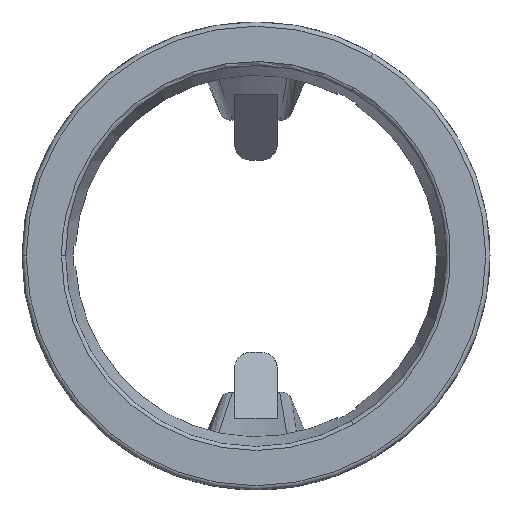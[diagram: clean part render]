
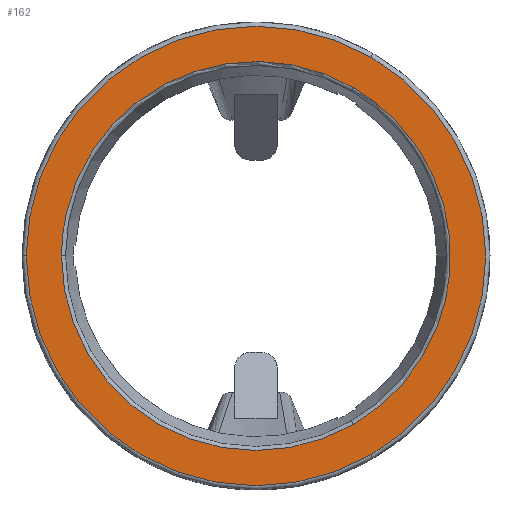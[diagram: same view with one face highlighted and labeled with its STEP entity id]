
A CAD part, top view. The second image highlights one B-rep face of the part: STEP entity #162.
In plain terms, the highlighted planar face has unit normal (0, 0, 1).
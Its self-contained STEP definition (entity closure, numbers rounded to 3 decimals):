
#60=CARTESIAN_POINT('',(18.204,-1.752,21.5));
#61=VERTEX_POINT('',#60);
#62=CARTESIAN_POINT('',(18.204,1.752,21.5));
#63=VERTEX_POINT('',#62);
#83=CARTESIAN_POINT('',(18.204,1.752,21.5));
#84=DIRECTION('',(0.,-1.,0.));
#85=VECTOR('',#84,3.504);
#86=LINE('',#83,#85);
#87=EDGE_CURVE('',#63,#61,#86,.T.);
#92=CARTESIAN_POINT('',(19.902,0.,21.5));
#93=DIRECTION('',(-0.,-0.,1.));
#94=DIRECTION('',(1.,0.,0.));
#95=AXIS2_PLACEMENT_3D('',#92,#93,#94);
#96=PLANE('',#95);
#97=CARTESIAN_POINT('',(-21.6,0.,21.5));
#98=VERTEX_POINT('',#97);
#99=CARTESIAN_POINT('',(10.8,-18.706,21.5));
#100=VERTEX_POINT('',#99);
#101=CARTESIAN_POINT('',(0.,0.,21.5));
#102=DIRECTION('',(0.,0.,1.));
#103=DIRECTION('',(-1.,0.,0.));
#104=AXIS2_PLACEMENT_3D('',#101,#102,#103);
#105=CIRCLE('',#104,21.6);
#106=EDGE_CURVE('',#98,#100,#105,.T.);
#107=ORIENTED_EDGE('',*,*,#106,.T.);
#108=CARTESIAN_POINT('',(10.8,18.706,21.5));
#109=VERTEX_POINT('',#108);
#110=CARTESIAN_POINT('',(0.,0.,21.5));
#111=DIRECTION('',(0.,0.,1.));
#112=DIRECTION('',(-1.,0.,0.));
#113=AXIS2_PLACEMENT_3D('',#110,#111,#112);
#114=CIRCLE('',#113,21.6);
#115=EDGE_CURVE('',#100,#109,#114,.T.);
#116=ORIENTED_EDGE('',*,*,#115,.T.);
#117=CARTESIAN_POINT('',(0.,0.,21.5));
#118=DIRECTION('',(0.,0.,1.));
#119=DIRECTION('',(-1.,0.,0.));
#120=AXIS2_PLACEMENT_3D('',#117,#118,#119);
#121=CIRCLE('',#120,21.6);
#122=EDGE_CURVE('',#109,#98,#121,.T.);
#123=ORIENTED_EDGE('',*,*,#122,.T.);
#124=EDGE_LOOP('',(#107,#116,#123));
#125=FACE_BOUND('',#124,.T.);
#126=ORIENTED_EDGE('',*,*,#87,.T.);
#127=CARTESIAN_POINT('',(9.144,-15.838,21.5));
#128=VERTEX_POINT('',#127);
#129=CARTESIAN_POINT('',(9.144,-15.838,21.5));
#130=CARTESIAN_POINT('',(17.302,-11.128,21.5));
#131=CARTESIAN_POINT('',(18.204,-1.752,21.5));
#132=(BOUNDED_CURVE()
B_SPLINE_CURVE(2,(#129,#130,#131),.UNSPECIFIED.,.F.,.F.)
B_SPLINE_CURVE_WITH_KNOTS((3,3),(185.687,240.),.UNSPECIFIED.)
CURVE()
GEOMETRIC_REPRESENTATION_ITEM()
RATIONAL_B_SPLINE_CURVE((1.,0.879,0.977))
REPRESENTATION_ITEM(''));
#133=EDGE_CURVE('',#128,#61,#132,.T.);
#134=ORIENTED_EDGE('',*,*,#133,.F.);
#135=CARTESIAN_POINT('',(-18.288,0.,21.5));
#136=VERTEX_POINT('',#135);
#137=CARTESIAN_POINT('',(0.,0.,21.5));
#138=DIRECTION('',(0.,0.,1.));
#139=DIRECTION('',(-1.,-0.,0.));
#140=AXIS2_PLACEMENT_3D('',#137,#138,#139);
#141=CIRCLE('',#140,18.288);
#142=EDGE_CURVE('',#136,#128,#141,.T.);
#143=ORIENTED_EDGE('',*,*,#142,.F.);
#144=CARTESIAN_POINT('',(9.144,15.838,21.5));
#145=VERTEX_POINT('',#144);
#146=CARTESIAN_POINT('',(9.144,15.838,21.5));
#147=CARTESIAN_POINT('',(-0.,21.118,21.5));
#148=CARTESIAN_POINT('',(-9.144,15.838,21.5));
#149=CARTESIAN_POINT('',(-18.288,10.559,21.5));
#150=CARTESIAN_POINT('',(-18.288,0.,21.5));
#151=(BOUNDED_CURVE()
B_SPLINE_CURVE(2,(#146,#147,#148,#149,#150),.UNSPECIFIED.,.F.,.F.)
B_SPLINE_CURVE_WITH_KNOTS((3,2,3),(240.,300.,360.),.UNSPECIFIED.)
CURVE()
GEOMETRIC_REPRESENTATION_ITEM()
RATIONAL_B_SPLINE_CURVE((1.,0.866,1.,0.866,1.))
REPRESENTATION_ITEM(''));
#152=EDGE_CURVE('',#145,#136,#151,.T.);
#153=ORIENTED_EDGE('',*,*,#152,.F.);
#154=CARTESIAN_POINT('',(18.204,1.752,21.5));
#155=CARTESIAN_POINT('',(17.302,11.128,21.5));
#156=CARTESIAN_POINT('',(9.144,15.838,21.5));
#157=(BOUNDED_CURVE()
B_SPLINE_CURVE(2,(#154,#155,#156),.UNSPECIFIED.,.F.,.F.)
B_SPLINE_CURVE_WITH_KNOTS((3,3),(120.,174.313),.UNSPECIFIED.)
CURVE()
GEOMETRIC_REPRESENTATION_ITEM()
RATIONAL_B_SPLINE_CURVE((0.977,0.879,1.))
REPRESENTATION_ITEM(''));
#158=EDGE_CURVE('',#63,#145,#157,.T.);
#159=ORIENTED_EDGE('',*,*,#158,.F.);
#160=EDGE_LOOP('',(#126,#134,#143,#153,#159));
#161=FACE_BOUND('',#160,.T.);
#162=ADVANCED_FACE('',(#125,#161),#96,.T.);
